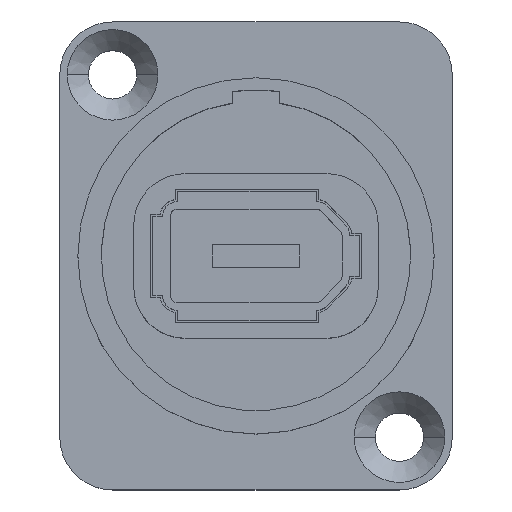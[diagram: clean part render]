
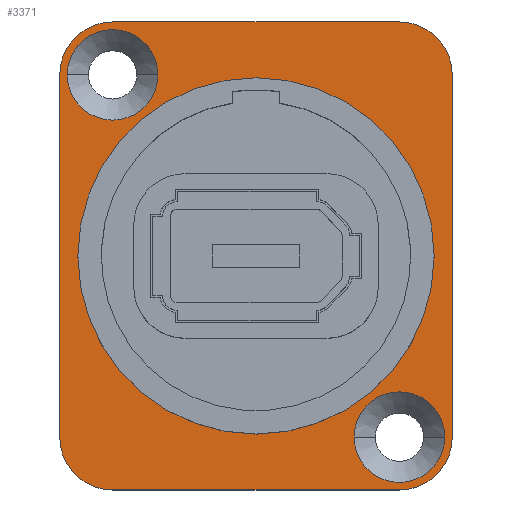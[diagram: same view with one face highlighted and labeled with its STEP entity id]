
A CAD part, top view. The second image highlights one B-rep face of the part: STEP entity #3371.
In plain terms, the highlighted planar face has unit normal (0, 0, 1).
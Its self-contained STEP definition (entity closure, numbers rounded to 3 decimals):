
#326=CARTESIAN_POINT('',(-9.5,12.,2.));
#327=DIRECTION('',(0.,0.,1.));
#328=DIRECTION('',(0.,1.,0.));
#329=AXIS2_PLACEMENT_3D('',#326,#327,#328);
#331=DIRECTION('',(-1.,0.,0.));
#332=VECTOR('',#331,19.);
#333=CARTESIAN_POINT('',(9.5,15.5,2.));
#334=LINE('',#333,#332);
#335=CARTESIAN_POINT('',(9.5,12.,2.));
#336=DIRECTION('',(0.,0.,1.));
#337=DIRECTION('',(1.,0.,0.));
#338=AXIS2_PLACEMENT_3D('',#335,#336,#337);
#340=DIRECTION('',(0.,1.,0.));
#341=VECTOR('',#340,24.);
#342=CARTESIAN_POINT('',(13.,-12.,2.));
#343=LINE('',#342,#341);
#344=CARTESIAN_POINT('',(9.5,-12.,2.));
#345=DIRECTION('',(0.,0.,1.));
#346=DIRECTION('',(0.,-1.,0.));
#347=AXIS2_PLACEMENT_3D('',#344,#345,#346);
#349=DIRECTION('',(1.,0.,0.));
#350=VECTOR('',#349,19.);
#351=CARTESIAN_POINT('',(-9.5,-15.5,2.));
#352=LINE('',#351,#350);
#353=CARTESIAN_POINT('',(-9.5,-12.,2.));
#354=DIRECTION('',(0.,0.,1.));
#355=DIRECTION('',(-1.,0.,0.));
#356=AXIS2_PLACEMENT_3D('',#353,#354,#355);
#358=DIRECTION('',(0.,-1.,0.));
#359=VECTOR('',#358,24.);
#360=CARTESIAN_POINT('',(-13.,12.,2.));
#361=LINE('',#360,#359);
#362=CARTESIAN_POINT('',(-9.5,12.,2.));
#363=DIRECTION('',(0.,0.,1.));
#364=DIRECTION('',(1.,0.,0.));
#365=AXIS2_PLACEMENT_3D('',#362,#363,#364);
#367=CARTESIAN_POINT('',(-9.5,12.,2.));
#368=DIRECTION('',(0.,0.,1.));
#369=DIRECTION('',(-1.,0.,0.));
#370=AXIS2_PLACEMENT_3D('',#367,#368,#369);
#372=CARTESIAN_POINT('',(9.5,-12.,2.));
#373=DIRECTION('',(0.,0.,1.));
#374=DIRECTION('',(1.,0.,0.));
#375=AXIS2_PLACEMENT_3D('',#372,#373,#374);
#377=CARTESIAN_POINT('',(9.5,-12.,2.));
#378=DIRECTION('',(0.,0.,1.));
#379=DIRECTION('',(-1.,0.,0.));
#380=AXIS2_PLACEMENT_3D('',#377,#378,#379);
#382=CARTESIAN_POINT('',(0.,0.,2.));
#383=DIRECTION('',(0.,0.,1.));
#384=DIRECTION('',(0.,-1.,0.));
#385=AXIS2_PLACEMENT_3D('',#382,#383,#384);
#387=CARTESIAN_POINT('',(0.,0.,2.));
#388=DIRECTION('',(0.,0.,1.));
#389=DIRECTION('',(0.,1.,0.));
#390=AXIS2_PLACEMENT_3D('',#387,#388,#389);
#2522=CARTESIAN_POINT('',(-9.5,15.5,2.));
#2523=CARTESIAN_POINT('',(-13.,12.,2.));
#2524=VERTEX_POINT('',#2522);
#2525=VERTEX_POINT('',#2523);
#2526=CARTESIAN_POINT('',(-13.,-12.,2.));
#2527=VERTEX_POINT('',#2526);
#2528=CARTESIAN_POINT('',(-9.5,-15.5,2.));
#2529=VERTEX_POINT('',#2528);
#2530=CARTESIAN_POINT('',(9.5,-15.5,2.));
#2531=VERTEX_POINT('',#2530);
#2532=CARTESIAN_POINT('',(13.,-12.,2.));
#2533=VERTEX_POINT('',#2532);
#2534=CARTESIAN_POINT('',(13.,12.,2.));
#2535=VERTEX_POINT('',#2534);
#2536=CARTESIAN_POINT('',(9.5,15.5,2.));
#2537=VERTEX_POINT('',#2536);
#2538=CARTESIAN_POINT('',(-6.5,12.,2.));
#2539=CARTESIAN_POINT('',(-12.5,12.,2.));
#2540=VERTEX_POINT('',#2538);
#2541=VERTEX_POINT('',#2539);
#2542=CARTESIAN_POINT('',(12.5,-12.,2.));
#2543=CARTESIAN_POINT('',(6.5,-12.,2.));
#2544=VERTEX_POINT('',#2542);
#2545=VERTEX_POINT('',#2543);
#2574=CARTESIAN_POINT('',(0.,-11.8,2.));
#2575=CARTESIAN_POINT('',(0.,11.8,2.));
#2576=VERTEX_POINT('',#2574);
#2577=VERTEX_POINT('',#2575);
#3332=CARTESIAN_POINT('',(0.,0.,2.));
#3333=DIRECTION('',(0.,0.,1.));
#3334=DIRECTION('',(1.,0.,0.));
#3335=AXIS2_PLACEMENT_3D('',#3332,#3333,#3334);
#3336=PLANE('',#3335);
#3338=ORIENTED_EDGE('',*,*,#3337,.F.);
#3340=ORIENTED_EDGE('',*,*,#3339,.F.);
#3342=ORIENTED_EDGE('',*,*,#3341,.F.);
#3344=ORIENTED_EDGE('',*,*,#3343,.F.);
#3346=ORIENTED_EDGE('',*,*,#3345,.F.);
#3348=ORIENTED_EDGE('',*,*,#3347,.F.);
#3350=ORIENTED_EDGE('',*,*,#3349,.F.);
#3352=ORIENTED_EDGE('',*,*,#3351,.F.);
#3353=EDGE_LOOP('',(#3338,#3340,#3342,#3344,#3346,#3348,#3350,#3352));
#3354=FACE_OUTER_BOUND('',#3353,.F.);
#3355=ORIENTED_EDGE('',*,*,#3312,.T.);
#3356=ORIENTED_EDGE('',*,*,#3326,.T.);
#3357=EDGE_LOOP('',(#3355,#3356));
#3358=FACE_BOUND('',#3357,.F.);
#3360=ORIENTED_EDGE('',*,*,#3359,.T.);
#3362=ORIENTED_EDGE('',*,*,#3361,.T.);
#3363=EDGE_LOOP('',(#3360,#3362));
#3364=FACE_BOUND('',#3363,.F.);
#3366=ORIENTED_EDGE('',*,*,#3365,.T.);
#3368=ORIENTED_EDGE('',*,*,#3367,.T.);
#3369=EDGE_LOOP('',(#3366,#3368));
#3370=FACE_BOUND('',#3369,.F.);
#3371=ADVANCED_FACE('',(#3354,#3358,#3364,#3370),#3336,.T.);
#330=CIRCLE('',#329,3.5);
#339=CIRCLE('',#338,3.5);
#348=CIRCLE('',#347,3.5);
#357=CIRCLE('',#356,3.5);
#366=CIRCLE('',#365,3.);
#371=CIRCLE('',#370,3.);
#376=CIRCLE('',#375,3.);
#381=CIRCLE('',#380,3.);
#386=CIRCLE('',#385,11.8);
#391=CIRCLE('',#390,11.8);
#3312=EDGE_CURVE('',#2540,#2541,#366,.T.);
#3326=EDGE_CURVE('',#2541,#2540,#371,.T.);
#3337=EDGE_CURVE('',#2524,#2525,#330,.T.);
#3339=EDGE_CURVE('',#2537,#2524,#334,.T.);
#3341=EDGE_CURVE('',#2535,#2537,#339,.T.);
#3343=EDGE_CURVE('',#2533,#2535,#343,.T.);
#3345=EDGE_CURVE('',#2531,#2533,#348,.T.);
#3347=EDGE_CURVE('',#2529,#2531,#352,.T.);
#3349=EDGE_CURVE('',#2527,#2529,#357,.T.);
#3351=EDGE_CURVE('',#2525,#2527,#361,.T.);
#3359=EDGE_CURVE('',#2544,#2545,#376,.T.);
#3361=EDGE_CURVE('',#2545,#2544,#381,.T.);
#3365=EDGE_CURVE('',#2576,#2577,#386,.T.);
#3367=EDGE_CURVE('',#2577,#2576,#391,.T.);
